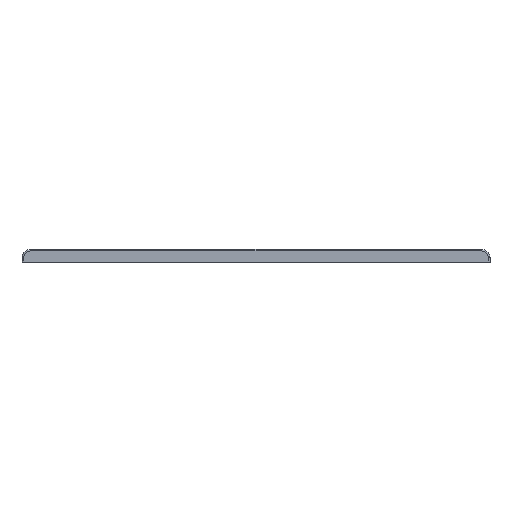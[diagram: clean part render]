
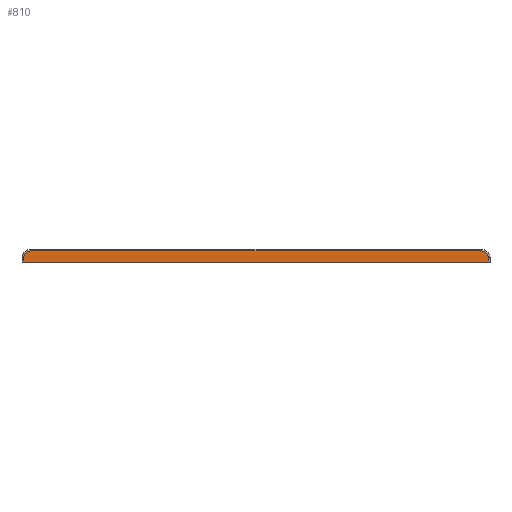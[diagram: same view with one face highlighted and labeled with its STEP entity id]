
A CAD part, top view. The second image highlights one B-rep face of the part: STEP entity #810.
In plain terms, the highlighted planar face has unit normal (0, 0, 1).
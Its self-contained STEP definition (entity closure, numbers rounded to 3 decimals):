
#3=CARTESIAN_POINT('POINT2',(25.2,14.,-20.));
#4=VERTEX_POINT('VERTEX2',#3);
#12=CARTESIAN_POINT('POINT3',(26.,14.8,-20.));
#13=VERTEX_POINT('VERTEX3',#12);
#14=CARTESIAN_POINT('POS2',(26.,14.,-20.));
#15=DIRECTION('DIR3',(0.,0.,1.));
#16=DIRECTION('DIR4',(1.,0.,0.));
#17=AXIS2_PLACEMENT_3D('AXIS2',#14,#15,#16);
#18=CIRCLE('ELLIPSE2',#17,0.8);
#19=EDGE_CURVE('EDGE2',#4,#13,#18,.F.);
#175=CARTESIAN_POINT('POINT20',(79.,14.8,-20.));
#176=VERTEX_POINT('VERTEX20',#175);
#184=CARTESIAN_POINT('POINT21',(79.8,14.,-20.));
#185=VERTEX_POINT('VERTEX21',#184);
#186=CARTESIAN_POINT('POS22',(79.,14.,-20.));
#187=DIRECTION('DIR35',(0.,0.,1.));
#188=DIRECTION('DIR36',(-1.,0.,0.));
#189=AXIS2_PLACEMENT_3D('AXIS14',#186,#187,#188);
#190=CIRCLE('ELLIPSE12',#189,0.8);
#191=EDGE_CURVE('EDGE20',#176,#185,#190,.F.);
#574=CARTESIAN_POINT('POINT63',(79.8,13.5,-20.));
#575=VERTEX_POINT('VERTEX63',#574);
#576=CARTESIAN_POINT('POS67',(79.8,14.001,-20.)
   );
#577=DIRECTION('DIR105',(0.,-1.,0.));
#578=VECTOR('VEC29',#577,1.);
#579=LINE('STRAIGHT29',#576,#578);
#580=EDGE_CURVE('EDGE63',#185,#575,#579,.T.);
#762=CARTESIAN_POINT('POINT74',(25.2,13.5,-20.));
#763=VERTEX_POINT('VERTEX74',#762);
#771=CARTESIAN_POINT('POS92',(25.2,13.499,-20.)
   );
#772=DIRECTION('DIR142',(0.,1.,0.));
#773=VECTOR('VEC42',#772,1.);
#774=LINE('STRAIGHT42',#771,#773);
#775=EDGE_CURVE('EDGE82',#763,#4,#774,.T.);
#787=ORIENTED_EDGE('COEDGE91',*,*,#191,.F.);
#788=CARTESIAN_POINT('POS94',(25.947,14.8,-20.));
#789=DIRECTION('DIR145',(1.,0.,0.));
#790=VECTOR('VEC43',#789,1.);
#791=LINE('STRAIGHT43',#788,#790);
#792=EDGE_CURVE('EDGE83',#13,#176,#791,.T.);
#793=ORIENTED_EDGE('COEDGE92',*,*,#792,.F.);
#794=ORIENTED_EDGE('COEDGE93',*,*,#19,.F.);
#795=ORIENTED_EDGE('COEDGE94',*,*,#775,.F.);
#796=CARTESIAN_POINT('POS95',(12.5,13.5,-20.));
#797=DIRECTION('DIR146',(1.,0.,0.));
#798=VECTOR('VEC44',#797,1.);
#799=LINE('STRAIGHT44',#796,#798);
#800=EDGE_CURVE('EDGE84',#763,#575,#799,.T.);
#801=ORIENTED_EDGE('COEDGE95',*,*,#800,.T.);
#802=ORIENTED_EDGE('COEDGE96',*,*,#580,.F.);
#803=EDGE_LOOP('NONE',(#787,#793,#794,#795,#801,#802));
#804=FACE_BOUND('LOOP1',#803,.T.);
#805=CARTESIAN_POINT('POS96',(25.,13.5,-20.));
#806=DIRECTION('DIR147',(0.,0.,1.));
#807=DIRECTION('DIR148',(1.,0.,0.));
#808=AXIS2_PLACEMENT_3D('AXIS52',#805,#806,#807);
#809=PLANE('PLANE6',#808);
#810=ADVANCED_FACE('FACE12',(#804),#809,.T.);
